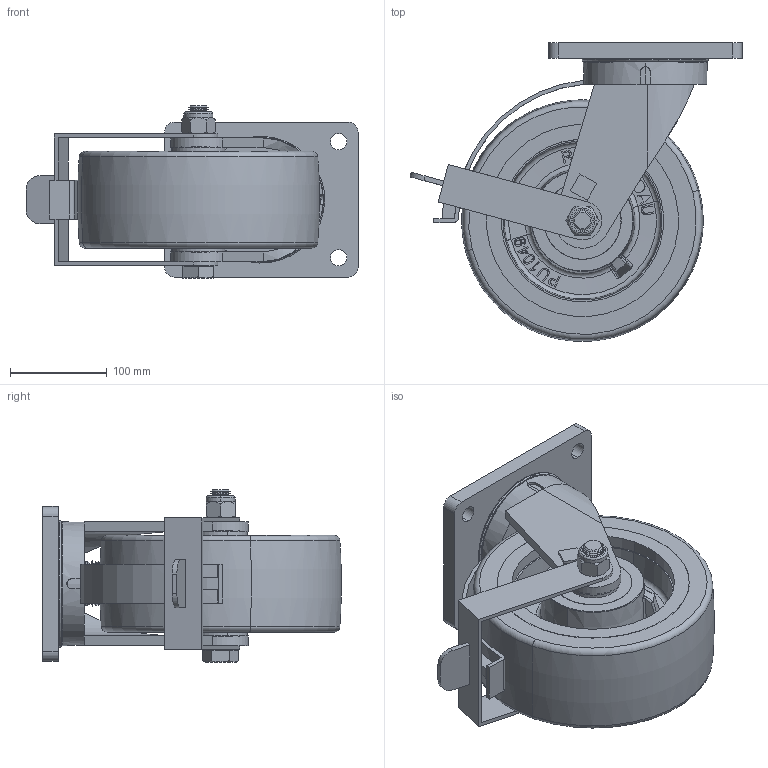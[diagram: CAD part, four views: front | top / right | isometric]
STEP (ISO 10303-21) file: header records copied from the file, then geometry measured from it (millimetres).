
FILE_DESCRIPTION (( 'STEP AP203' ), '1' );
FILE_NAME ('S10904B.STEP', '2020-02-24T20:29:06', ( '' ), ( '' ), 'SwSTEP 2.0', 'SolidWorks 2013', '' );
FILE_SCHEMA (( 'CONFIG_CONTROL_DESIGN' ));
Length unit declared in the file: millimetre
Products named in the file (1): S10904B
Bounding box: 343.37 x 308.83 x 178 mm (x, y, z)
Surface area: 508586.9 mm2 (no closed solid volume)
Topology: 0 solids, 28 shells, 561 faces, 2022 edges, 1472 vertices
Faces by surface type: plane 193, cylinder 138, cone 113, bspline 63, torus 54
Entity records: 29891 total; most frequent: CARTESIAN_POINT 13884, ORIENTED_EDGE 3179, DIRECTION 2929, EDGE_CURVE 2022, VERTEX_POINT 1472, AXIS2_PLACEMENT_3D 1065, LINE 799, VECTOR 799
